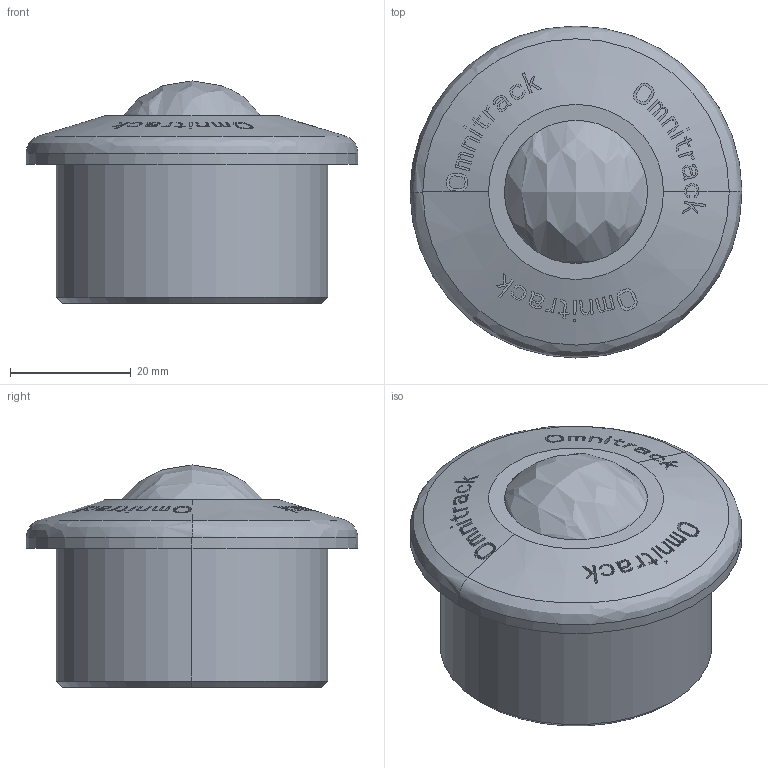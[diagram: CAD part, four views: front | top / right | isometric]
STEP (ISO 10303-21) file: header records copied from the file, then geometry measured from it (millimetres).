
FILE_DESCRIPTION (( 'STEP AP214' ), '1' );
FILE_NAME ('m30_asm.STEP', '2018-02-26T09:58:04', ( '' ), ( '' ), 'SwSTEP 2.0', 'SolidWorks 2017', '' );
FILE_SCHEMA (( 'AUTOMOTIVE_DESIGN' ));
Length unit declared in the file: millimetre
Products named in the file (3): M30; m30_asm; 30BALL
Assembly tree (2 placements, depth 2):
  m30_asm
    M30
    30BALL
Bounding box: 55 x 55 x 36.8 mm (x, y, z)
Volume: 52852.4 mm3; surface area: 13798.3 mm2
Topology: 2 solids, 2 shells, 789 faces, 2250 edges, 1496 vertices
Faces by surface type: plane 766, cone 11, bspline 6, cylinder 6
Entity records: 26113 total; most frequent: CARTESIAN_POINT 6913, ORIENTED_EDGE 4484, DIRECTION 3111, EDGE_CURVE 2242, VERTEX_POINT 1496, LINE 1479, VECTOR 1479, EDGE_LOOP 828
